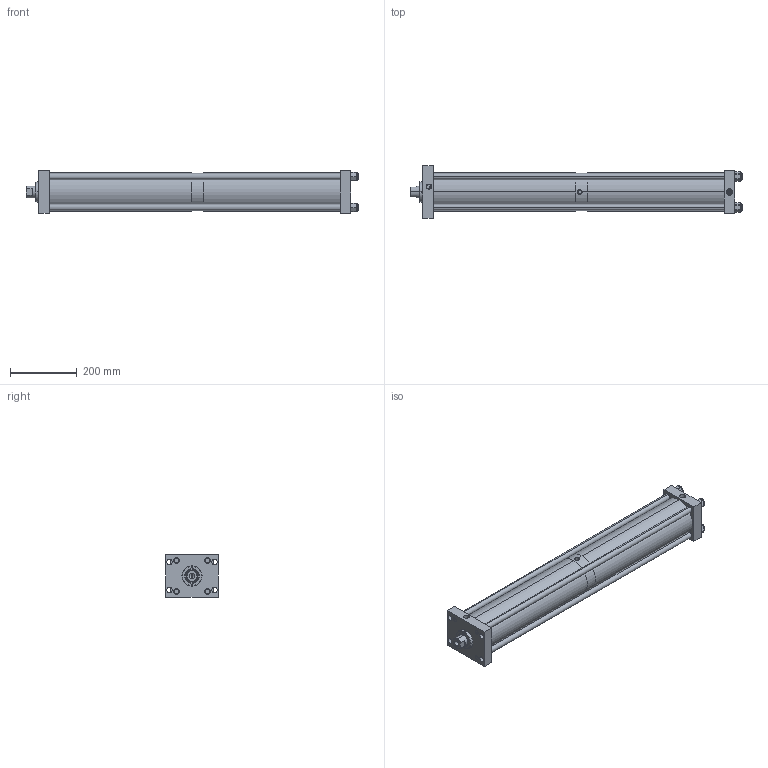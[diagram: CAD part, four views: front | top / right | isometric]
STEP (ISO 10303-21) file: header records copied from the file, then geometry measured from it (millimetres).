
FILE_DESCRIPTION (( 'STEP AP203' ), '1' );
FILE_NAME ('HZ-8-1.00-FH.STEP', '2016-04-20T13:12:16', ( 'myvpn' ), ( '' ), 'SwSTEP 2.0', 'SolidWorks 2014', '' );
FILE_SCHEMA (( 'CONFIG_CONTROL_DESIGN' ));
Length unit declared in the file: inch
Products named in the file (10): HZ0818_1.00; HZ0814_1.00; HZ-8-1.00-FH; HZ0805_1.00; HZ0810; E0817; E0804; HZ0401_1.00; F0403; Nut
Assembly tree (15 placements, depth 2):
  HZ-8-1.00-FH
    HZ0805_1.00
    HZ0810
    HZ0814_1.00
    HZ0818_1.00  x4
    HZ0401_1.00
    E0804
    E0817
    F0403
    Nut  x4
Bounding box: 998.35 x 158.75 x 127 mm (x, y, z)
Volume: 4488240.1 mm3; surface area: 1026731.6 mm2
Topology: 15 solids, 15 shells, 314 faces, 717 edges, 452 vertices
Faces by surface type: cylinder 149, plane 123, cone 42
Entity records: 7999 total; most frequent: CARTESIAN_POINT 1527, DIRECTION 1202, ORIENTED_EDGE 998, EDGE_CURVE 499, AXIS2_PLACEMENT_3D 492, VERTEX_POINT 320, EDGE_LOOP 281, CIRCLE 256
